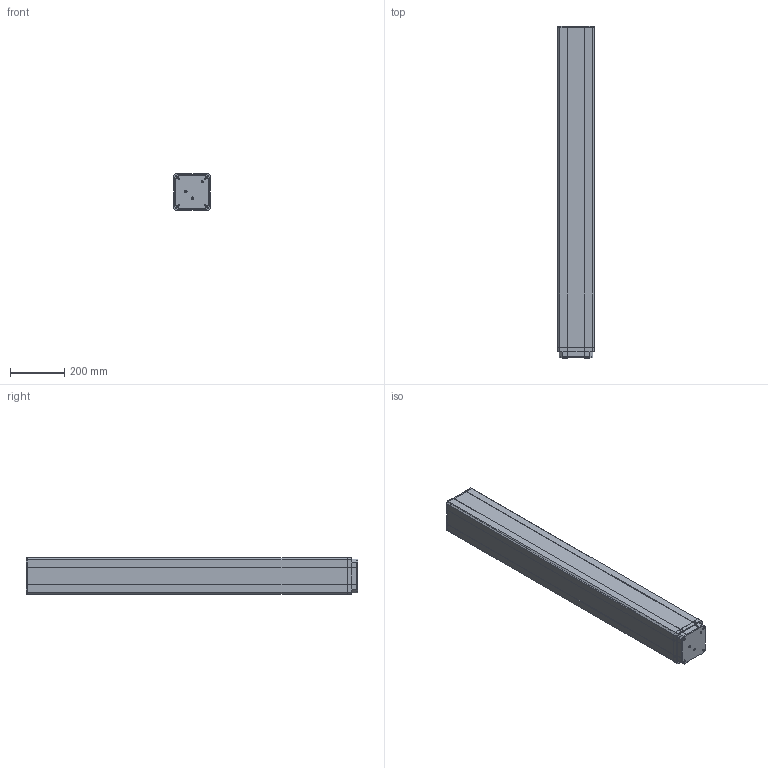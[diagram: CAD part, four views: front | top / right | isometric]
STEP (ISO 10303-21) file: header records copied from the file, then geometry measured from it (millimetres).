
FILE_DESCRIPTION (( 'STEP AP203' ), '1' );
FILE_NAME ('湮臏珨趼1000俴最.STEP', '2025-12-08T10:47:20', ( 'Microsoft' ), ( 'MS' ), 'SwSTEP 2.0', 'SolidWorks 2018', '' );
FILE_SCHEMA (( 'CONFIG_CONTROL_DESIGN' ));
Length unit declared in the file: millimetre
Products named in the file (7): 湮臏謗誹-嘀; 蹟佪; 湮臏珨趼1000俴最; 苤臏; 珨趼奻沺啣; 笢臏; 珨趼狟沺啣
Assembly tree (17 placements, depth 2):
  湮臏珨趼1000俴最
    珨趼奻沺啣
    珨趼狟沺啣
    笢臏
    苤臏
    蹟佪  x12
    湮臏謗誹-嘀
Bounding box: 136 x 1220 x 136 mm (x, y, z)
Volume: 3983849.4 mm3; surface area: 2472186.4 mm2
Topology: 17 solids, 17 shells, 876 faces, 2469 edges, 1634 vertices
Faces by surface type: plane 330, cylinder 314, bspline 120, cone 108, sphere 2, torus 2
Entity records: 40713 total; most frequent: CARTESIAN_POINT 24952, ORIENTED_EDGE 3390, DIRECTION 2722, EDGE_CURVE 1695, VERTEX_POINT 1126, AXIS2_PLACEMENT_3D 930, VECTOR 862, LINE 862
